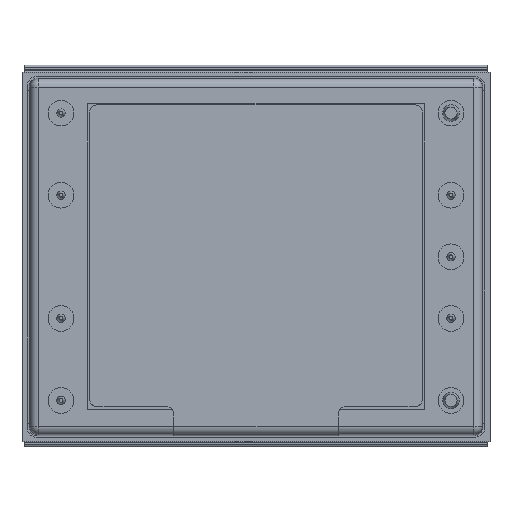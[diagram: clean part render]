
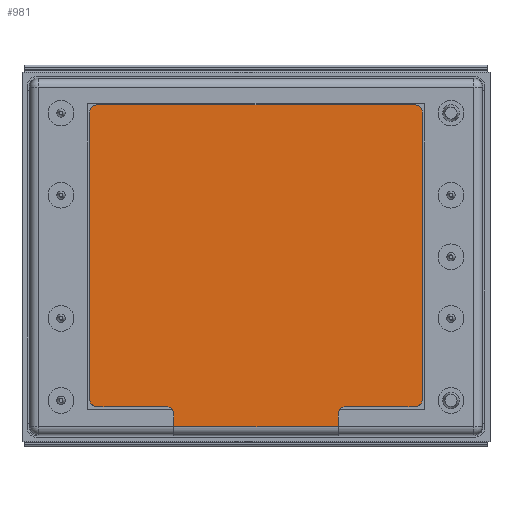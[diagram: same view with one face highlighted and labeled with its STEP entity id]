
A CAD part, top view. The second image highlights one B-rep face of the part: STEP entity #981.
In plain terms, the highlighted planar face has unit normal (0, 0, 1).
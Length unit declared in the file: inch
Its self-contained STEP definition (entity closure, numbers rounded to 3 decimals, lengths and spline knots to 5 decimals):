
#592 = VERTEX_POINT ( 'NONE', #4017 ) ;
#857 = VERTEX_POINT ( 'NONE', #5080 ) ;
#889 = VERTEX_POINT ( 'NONE', #5228 ) ;
#893 = EDGE_CURVE ( 'NONE', #894, #907, #5213, .T. ) ;
#894 = VERTEX_POINT ( 'NONE', #5226 ) ;
#903 = EDGE_CURVE ( 'NONE', #908, #857, #5291, .T. ) ;
#907 = VERTEX_POINT ( 'NONE', #5294 ) ;
#908 = VERTEX_POINT ( 'NONE', #5292 ) ;
#918 = EDGE_CURVE ( 'NONE', #907, #908, #5283, .T. ) ;
#919 = VERTEX_POINT ( 'NONE', #5285 ) ;
#925 = VERTEX_POINT ( 'NONE', #5307 ) ;
#928 = EDGE_CURVE ( 'NONE', #857, #925, #5302, .T. ) ;
#933 = VERTEX_POINT ( 'NONE', #5298 ) ;
#936 = EDGE_CURVE ( 'NONE', #965, #972, #5393, .T. ) ;
#941 = EDGE_CURVE ( 'NONE', #972, #949, #5425, .T. ) ;
#944 = VERTEX_POINT ( 'NONE', #5429 ) ;
#948 = EDGE_CURVE ( 'NONE', #949, #919, #5385, .T. ) ;
#949 = VERTEX_POINT ( 'NONE', #5410 ) ;
#964 = EDGE_CURVE ( 'NONE', #919, #894, #5447, .T. ) ;
#965 = VERTEX_POINT ( 'NONE', #5477 ) ;
#972 = VERTEX_POINT ( 'NONE', #5510 ) ;
#975 = EDGE_CURVE ( 'NONE', #993, #933, #5497, .T. ) ;
#978 = EDGE_LOOP ( 'NONE', ( #983, #1047, #986, #1048, #1050, #1051, #984, #1053, #1049, #1056, #1052, #1035, #1054, #1038 ) ) ;
#981 = ADVANCED_FACE ( 'NONE', ( #5498 ), #5491, .T. ) ;
#983 = ORIENTED_EDGE ( 'NONE', *, *, #985, .F. ) ;
#984 = ORIENTED_EDGE ( 'NONE', *, *, #941, .T. ) ;
#985 = EDGE_CURVE ( 'NONE', #592, #889, #5523, .T. ) ;
#986 = ORIENTED_EDGE ( 'NONE', *, *, #975, .T. ) ;
#993 = VERTEX_POINT ( 'NONE', #5601 ) ;
#1002 = EDGE_CURVE ( 'NONE', #933, #944, #5565, .T. ) ;
#1012 = EDGE_CURVE ( 'NONE', #944, #965, #5646, .T. ) ;
#1035 = ORIENTED_EDGE ( 'NONE', *, *, #903, .T. ) ;
#1036 = EDGE_CURVE ( 'NONE', #925, #889, #5723, .T. ) ;
#1038 = ORIENTED_EDGE ( 'NONE', *, *, #1036, .T. ) ;
#1047 = ORIENTED_EDGE ( 'NONE', *, *, #1058, .T. ) ;
#1048 = ORIENTED_EDGE ( 'NONE', *, *, #1002, .T. ) ;
#1049 = ORIENTED_EDGE ( 'NONE', *, *, #964, .T. ) ;
#1050 = ORIENTED_EDGE ( 'NONE', *, *, #1012, .T. ) ;
#1051 = ORIENTED_EDGE ( 'NONE', *, *, #936, .T. ) ;
#1052 = ORIENTED_EDGE ( 'NONE', *, *, #918, .T. ) ;
#1053 = ORIENTED_EDGE ( 'NONE', *, *, #948, .T. ) ;
#1054 = ORIENTED_EDGE ( 'NONE', *, *, #928, .T. ) ;
#1056 = ORIENTED_EDGE ( 'NONE', *, *, #893, .T. ) ;
#1058 = EDGE_CURVE ( 'NONE', #592, #993, #5785, .T. ) ;
#4017 = CARTESIAN_POINT ( 'NONE',  ( -0.12518, 1.45091, -0.10164 ) ) ;
#5080 = CARTESIAN_POINT ( 'NONE',  ( -0.96018, 1.54753, -0.10164 ) ) ;
#5200 = AXIS2_PLACEMENT_3D ( 'NONE', #5274, #5273, #5272 ) ;
#5204 = DIRECTION ( 'NONE',  ( 0., -1., 0. ) ) ;
#5205 = VECTOR ( 'NONE', #5204, 39.37008 ) ;
#5212 = CARTESIAN_POINT ( 'NONE',  ( -1.33518, 1.58253, -0.10164 ) ) ;
#5213 = LINE ( 'NONE', #5212, #5205 ) ;
#5226 = CARTESIAN_POINT ( 'NONE',  ( -1.33518, 2.98253, -0.10164 ) ) ;
#5228 = CARTESIAN_POINT ( 'NONE',  ( -0.92518, 1.45091, -0.10164 ) ) ;
#5268 = AXIS2_PLACEMENT_3D ( 'NONE', #5343, #5342, #5341 ) ;
#5272 = DIRECTION ( 'NONE',  ( -1., 0., 0. ) ) ;
#5273 = DIRECTION ( 'NONE',  ( 0., 0., 1. ) ) ;
#5274 = CARTESIAN_POINT ( 'NONE',  ( -1.30018, 1.58253, -0.10164 ) ) ;
#5283 = CIRCLE ( 'NONE', #5200, 0.035 ) ;
#5285 = CARTESIAN_POINT ( 'NONE',  ( -1.30018, 3.01753, -0.10164 ) ) ;
#5288 = DIRECTION ( 'NONE',  ( 1., 0., 0. ) ) ;
#5289 = VECTOR ( 'NONE', #5288, 39.37008 ) ;
#5290 = CARTESIAN_POINT ( 'NONE',  ( -1.30018, 1.54753, -0.10164 ) ) ;
#5291 = LINE ( 'NONE', #5290, #5289 ) ;
#5292 = CARTESIAN_POINT ( 'NONE',  ( -1.30018, 1.54753, -0.10164 ) ) ;
#5294 = CARTESIAN_POINT ( 'NONE',  ( -1.33518, 1.58253, -0.10164 ) ) ;
#5298 = CARTESIAN_POINT ( 'NONE',  ( -0.09018, 1.54753, -0.10164 ) ) ;
#5302 = CIRCLE ( 'NONE', #5268, 0.035 ) ;
#5307 = CARTESIAN_POINT ( 'NONE',  ( -0.92518, 1.51253, -0.10164 ) ) ;
#5341 = DIRECTION ( 'NONE',  ( 1., 0., 0. ) ) ;
#5342 = DIRECTION ( 'NONE',  ( 0., 0., -1. ) ) ;
#5343 = CARTESIAN_POINT ( 'NONE',  ( -0.96018, 1.51253, -0.10164 ) ) ;
#5384 = CARTESIAN_POINT ( 'NONE',  ( 0.24982, 2.98253, -0.10164 ) ) ;
#5385 = LINE ( 'NONE', #5413, #5412 ) ;
#5390 = DIRECTION ( 'NONE',  ( 0., 1., 0. ) ) ;
#5391 = VECTOR ( 'NONE', #5390, 39.37008 ) ;
#5392 = CARTESIAN_POINT ( 'NONE',  ( 0.28482, 1.58253, -0.10164 ) ) ;
#5393 = LINE ( 'NONE', #5392, #5391 ) ;
#5407 = DIRECTION ( 'NONE',  ( -1., 0., 0. ) ) ;
#5410 = CARTESIAN_POINT ( 'NONE',  ( 0.24982, 3.01753, -0.10164 ) ) ;
#5412 = VECTOR ( 'NONE', #5407, 39.37008 ) ;
#5413 = CARTESIAN_POINT ( 'NONE',  ( -1.30018, 3.01753, -0.10164 ) ) ;
#5415 = DIRECTION ( 'NONE',  ( -1., 0., 0. ) ) ;
#5416 = DIRECTION ( 'NONE',  ( 0., 0., 1. ) ) ;
#5418 = AXIS2_PLACEMENT_3D ( 'NONE', #5384, #5416, #5415 ) ;
#5425 = CIRCLE ( 'NONE', #5418, 0.035 ) ;
#5429 = CARTESIAN_POINT ( 'NONE',  ( 0.24982, 1.54753, -0.10164 ) ) ;
#5447 = CIRCLE ( 'NONE', #5476, 0.035 ) ;
#5473 = DIRECTION ( 'NONE',  ( -1., 0., 0. ) ) ;
#5474 = DIRECTION ( 'NONE',  ( 0., 0., 1. ) ) ;
#5475 = CARTESIAN_POINT ( 'NONE',  ( -1.30018, 2.98253, -0.10164 ) ) ;
#5476 = AXIS2_PLACEMENT_3D ( 'NONE', #5475, #5474, #5473 ) ;
#5477 = CARTESIAN_POINT ( 'NONE',  ( 0.28482, 1.58253, -0.10164 ) ) ;
#5478 = CARTESIAN_POINT ( 'NONE',  ( -0.09018, 1.51253, -0.10164 ) ) ;
#5486 = DIRECTION ( 'NONE',  ( -1., 0., 0. ) ) ;
#5487 = DIRECTION ( 'NONE',  ( 0., 0., -1. ) ) ;
#5488 = AXIS2_PLACEMENT_3D ( 'NONE', #5478, #5487, #5486 ) ;
#5489 = AXIS2_PLACEMENT_3D ( 'NONE', #5492, #5522, #5521 ) ;
#5491 = PLANE ( 'NONE',  #5489 ) ;
#5492 = CARTESIAN_POINT ( 'NONE',  ( 0.24982, 1.58253, -0.10164 ) ) ;
#5497 = CIRCLE ( 'NONE', #5488, 0.035 ) ;
#5498 = FACE_OUTER_BOUND ( 'NONE', #978, .T. ) ;
#5510 = CARTESIAN_POINT ( 'NONE',  ( 0.28482, 2.98253, -0.10164 ) ) ;
#5515 = DIRECTION ( 'NONE',  ( -1., 0., 0. ) ) ;
#5516 = VECTOR ( 'NONE', #5515, 39.37008 ) ;
#5517 = CARTESIAN_POINT ( 'NONE',  ( 0.24982, 1.45091, -0.10164 ) ) ;
#5521 = DIRECTION ( 'NONE',  ( 1., 0., 0. ) ) ;
#5522 = DIRECTION ( 'NONE',  ( 0., 0., 1. ) ) ;
#5523 = LINE ( 'NONE', #5517, #5516 ) ;
#5543 = DIRECTION ( 'NONE',  ( 1., 0., 0. ) ) ;
#5544 = VECTOR ( 'NONE', #5543, 39.37008 ) ;
#5564 = CARTESIAN_POINT ( 'NONE',  ( -0.09018, 1.54753, -0.10164 ) ) ;
#5565 = LINE ( 'NONE', #5564, #5544 ) ;
#5601 = CARTESIAN_POINT ( 'NONE',  ( -0.12518, 1.51253, -0.10164 ) ) ;
#5637 = DIRECTION ( 'NONE',  ( 1., 0., 0. ) ) ;
#5638 = DIRECTION ( 'NONE',  ( 0., 0., 1. ) ) ;
#5639 = CARTESIAN_POINT ( 'NONE',  ( 0.24982, 1.58253, -0.10164 ) ) ;
#5640 = AXIS2_PLACEMENT_3D ( 'NONE', #5639, #5638, #5637 ) ;
#5646 = CIRCLE ( 'NONE', #5640, 0.035 ) ;
#5715 = DIRECTION ( 'NONE',  ( 0., -1., 0. ) ) ;
#5716 = VECTOR ( 'NONE', #5715, 39.37008 ) ;
#5717 = CARTESIAN_POINT ( 'NONE',  ( -0.92518, 1.51253, -0.10164 ) ) ;
#5723 = LINE ( 'NONE', #5717, #5716 ) ;
#5748 = VECTOR ( 'NONE', #5779, 39.37008 ) ;
#5779 = DIRECTION ( 'NONE',  ( 0., 1., 0. ) ) ;
#5784 = CARTESIAN_POINT ( 'NONE',  ( -0.12518, 1.18253, -0.10164 ) ) ;
#5785 = LINE ( 'NONE', #5784, #5748 ) ;
